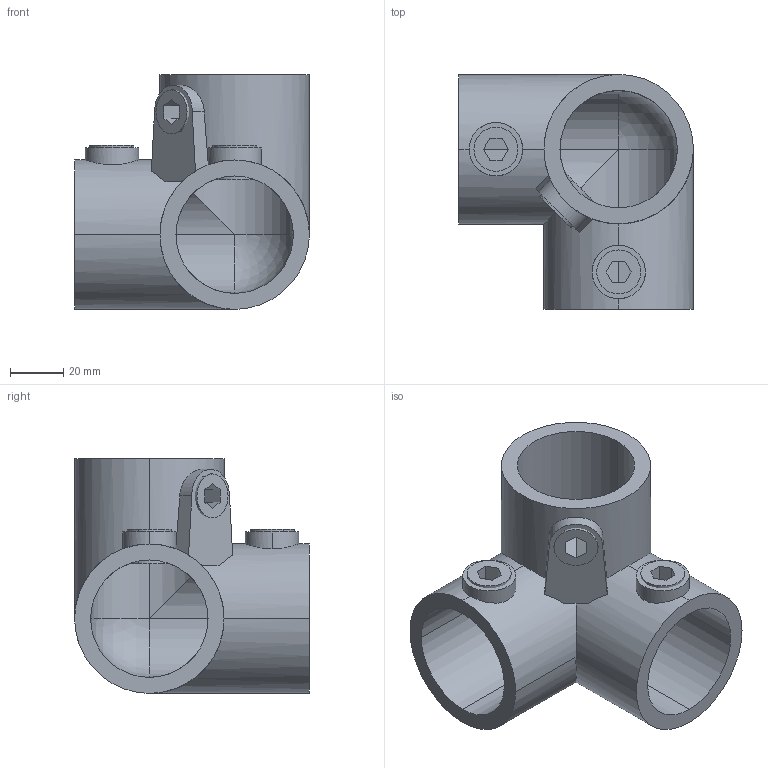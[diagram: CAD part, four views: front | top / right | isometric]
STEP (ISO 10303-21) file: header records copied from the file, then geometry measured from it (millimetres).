
FILE_DESCRIPTION (( 'STEP AP203' ), '1' );
FILE_NAME ('128-C42.step', '2015-09-17T16:17:44', ( '' ), ( '' ), 'SwSTEP 2.0', 'SolidWorks 2015', '' );
FILE_SCHEMA (( 'CONFIG_CONTROL_DESIGN' ));
Length unit declared in the file: millimetre
Products named in the file (3): 128-C42 Teil1_Zeichnung; 128-C42 Teil2_Zeichnung; 128-C42
Assembly tree (4 placements, depth 2):
  128-C42
    128-C42 Teil1_Zeichnung
    128-C42 Teil2_Zeichnung  x3
Bounding box: 88 x 88 x 88 mm (x, y, z)
Volume: 143733.5 mm3; surface area: 53989.4 mm2
Topology: 4 solids, 4 shells, 72 faces, 185 edges, 116 vertices
Faces by surface type: cylinder 37, plane 33, sphere 2
Entity records: 2450 total; most frequent: CARTESIAN_POINT 843, ORIENTED_EDGE 270, DIRECTION 261, EDGE_CURVE 135, AXIS2_PLACEMENT_3D 100, VERTEX_POINT 84, EDGE_LOOP 61, VECTOR 61
